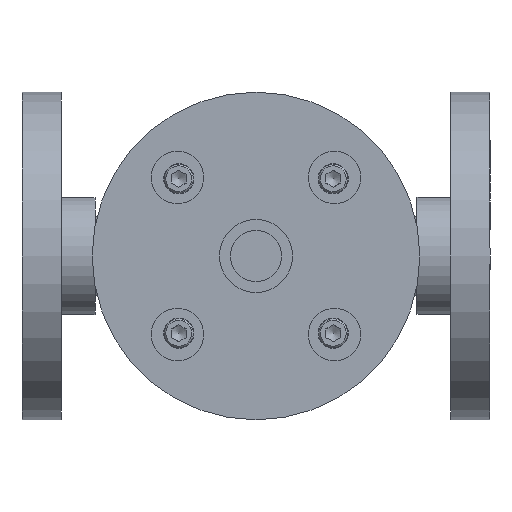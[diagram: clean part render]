
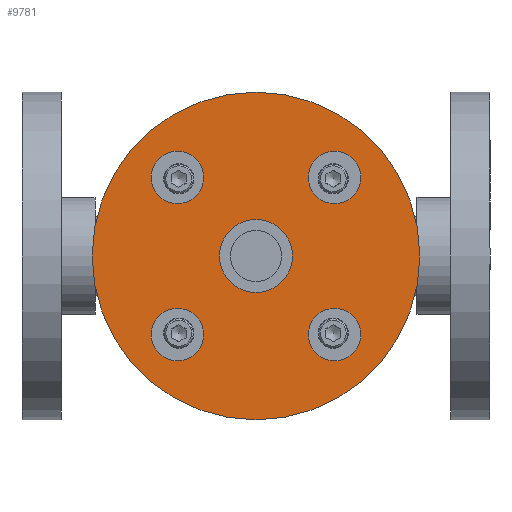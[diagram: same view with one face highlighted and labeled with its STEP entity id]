
A CAD part, front view. The second image highlights one B-rep face of the part: STEP entity #9781.
In plain terms, the highlighted planar face has unit normal (0, -1, 0).
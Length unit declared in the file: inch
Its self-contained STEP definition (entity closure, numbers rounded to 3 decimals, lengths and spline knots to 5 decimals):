
#9706=CARTESIAN_POINT('',(1.75,-1.67,0.));
#9707=VERTEX_POINT('',#9706);
#9708=CARTESIAN_POINT('',(0.,-1.67,0.));
#9709=DIRECTION('',(0.0,1.0,0.0));
#9710=DIRECTION('',(1.0,0.0,0.0));
#9711=AXIS2_PLACEMENT_3D('',#9708,#9709,#9710);
#9712=CIRCLE('',#9711,1.75);
#9713=EDGE_CURVE('',#9707,#9707,#9712,.T.);
#9718=CARTESIAN_POINT('',(1.07,-1.67,0.));
#9719=DIRECTION('',(0.0,-1.0,0.0));
#9720=DIRECTION('',(0.0,0.0,1.0));
#9721=AXIS2_PLACEMENT_3D('',#9718,#9719,#9720);
#9722=PLANE('',#9721);
#9723=ORIENTED_EDGE('',*,*,#9713,.F.);
#9724=EDGE_LOOP('',(#9723));
#9725=FACE_OUTER_BOUND('',#9724,.T.);
#9726=CARTESIAN_POINT('',(0.83969,-1.67,0.55969));
#9727=VERTEX_POINT('',#9726);
#9728=CARTESIAN_POINT('',(0.83969,-1.67,0.83969));
#9729=DIRECTION('',(0.0,1.0,0.0));
#9730=DIRECTION('',(0.0,0.0,1.0));
#9731=AXIS2_PLACEMENT_3D('',#9728,#9729,#9730);
#9732=CIRCLE('',#9731,0.28);
#9733=EDGE_CURVE('',#9727,#9727,#9732,.T.);
#9734=ORIENTED_EDGE('',*,*,#9733,.T.);
#9735=EDGE_LOOP('',(#9734));
#9736=FACE_BOUND('',#9735,.T.);
#9737=CARTESIAN_POINT('',(-0.55969,-1.67,0.83969));
#9738=VERTEX_POINT('',#9737);
#9739=CARTESIAN_POINT('',(-0.83969,-1.67,0.83969));
#9740=DIRECTION('',(0.0,1.0,0.0));
#9741=DIRECTION('',(-1.0,0.0,0.0));
#9742=AXIS2_PLACEMENT_3D('',#9739,#9740,#9741);
#9743=CIRCLE('',#9742,0.28);
#9744=EDGE_CURVE('',#9738,#9738,#9743,.T.);
#9745=ORIENTED_EDGE('',*,*,#9744,.T.);
#9746=EDGE_LOOP('',(#9745));
#9747=FACE_BOUND('',#9746,.T.);
#9748=CARTESIAN_POINT('',(-0.83969,-1.67,-0.55969));
#9749=VERTEX_POINT('',#9748);
#9750=CARTESIAN_POINT('',(-0.83969,-1.67,-0.83969));
#9751=DIRECTION('',(0.0,1.0,0.0));
#9752=DIRECTION('',(0.0,0.0,-1.0));
#9753=AXIS2_PLACEMENT_3D('',#9750,#9751,#9752);
#9754=CIRCLE('',#9753,0.28);
#9755=EDGE_CURVE('',#9749,#9749,#9754,.T.);
#9756=ORIENTED_EDGE('',*,*,#9755,.T.);
#9757=EDGE_LOOP('',(#9756));
#9758=FACE_BOUND('',#9757,.T.);
#9759=CARTESIAN_POINT('',(0.55969,-1.67,-0.83969));
#9760=VERTEX_POINT('',#9759);
#9761=CARTESIAN_POINT('',(0.83969,-1.67,-0.83969));
#9762=DIRECTION('',(0.0,1.0,0.0));
#9763=DIRECTION('',(1.0,0.0,0.0));
#9764=AXIS2_PLACEMENT_3D('',#9761,#9762,#9763);
#9765=CIRCLE('',#9764,0.28);
#9766=EDGE_CURVE('',#9760,#9760,#9765,.T.);
#9767=ORIENTED_EDGE('',*,*,#9766,.T.);
#9768=EDGE_LOOP('',(#9767));
#9769=FACE_BOUND('',#9768,.T.);
#9770=CARTESIAN_POINT('',(0.39,-1.67,0.));
#9771=VERTEX_POINT('',#9770);
#9772=CARTESIAN_POINT('',(0.,-1.67,0.));
#9773=DIRECTION('',(0.0,1.0,0.0));
#9774=DIRECTION('',(1.0,0.0,0.0));
#9775=AXIS2_PLACEMENT_3D('',#9772,#9773,#9774);
#9776=CIRCLE('',#9775,0.39);
#9777=EDGE_CURVE('',#9771,#9771,#9776,.T.);
#9778=ORIENTED_EDGE('',*,*,#9777,.T.);
#9779=EDGE_LOOP('',(#9778));
#9780=FACE_BOUND('',#9779,.T.);
#9781=ADVANCED_FACE('',(#9725,#9736,#9747,#9758,#9769,#9780),#9722,.T.);
